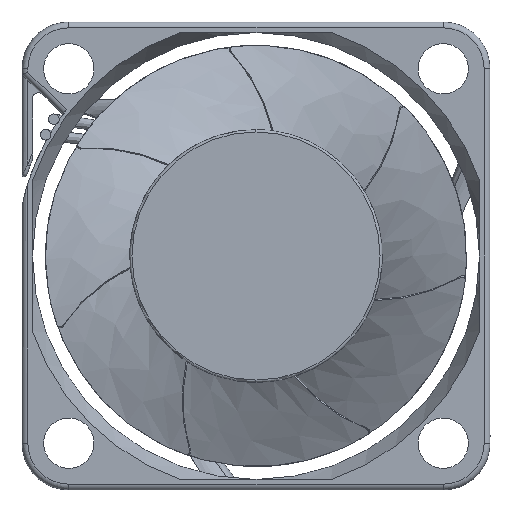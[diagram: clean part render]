
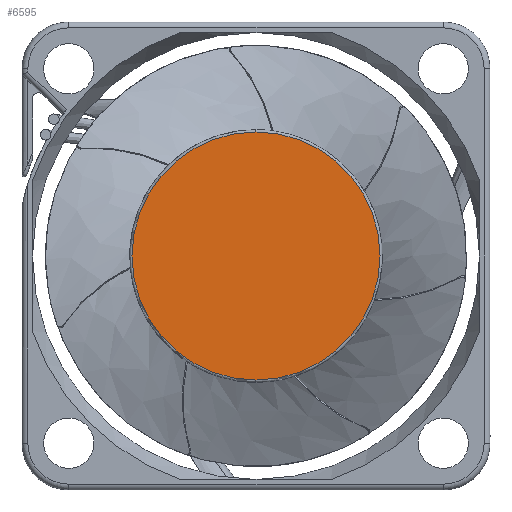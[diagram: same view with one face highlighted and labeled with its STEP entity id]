
A CAD part, front view. The second image highlights one B-rep face of the part: STEP entity #6595.
In plain terms, the highlighted planar face has unit normal (0, -1, 0).
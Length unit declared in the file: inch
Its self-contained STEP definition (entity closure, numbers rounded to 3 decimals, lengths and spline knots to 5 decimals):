
#538 = ORIENTED_EDGE ( 'NONE', *, *, #10481, .T. ) ;
#577 = CARTESIAN_POINT ( 'NONE',  ( 0., 0.00787, 0. ) ) ;
#815 = PLANE ( 'NONE',  #10516 ) ;
#1983 = CIRCLE ( 'NONE', #3368, 0.41732 ) ;
#3255 = EDGE_LOOP ( 'NONE', ( #8043, #538 ) ) ;
#3294 = CARTESIAN_POINT ( 'NONE',  ( 0., 0.00787, 0.41732 ) ) ;
#3368 = AXIS2_PLACEMENT_3D ( 'NONE', #9360, #10353, #5658 ) ;
#4641 = DIRECTION ( 'NONE',  ( 0., 0., -1. ) ) ;
#4979 = EDGE_CURVE ( 'NONE', #6789, #8208, #1983, .T. ) ;
#5658 = DIRECTION ( 'NONE',  ( 0., 0., -1. ) ) ;
#6151 = DIRECTION ( 'NONE',  ( 0., 0., -1. ) ) ;
#6595 = ADVANCED_FACE ( 'NONE', ( #7431 ), #815, .T. ) ;
#6789 = VERTEX_POINT ( 'NONE', #10743 ) ;
#7431 = FACE_OUTER_BOUND ( 'NONE', #3255, .T. ) ;
#8043 = ORIENTED_EDGE ( 'NONE', *, *, #4979, .T. ) ;
#8208 = VERTEX_POINT ( 'NONE', #3294 ) ;
#8291 = DIRECTION ( 'NONE',  ( 0., -1., 0. ) ) ;
#8757 = CIRCLE ( 'NONE', #8960, 0.41732 ) ;
#8960 = AXIS2_PLACEMENT_3D ( 'NONE', #577, #9100, #6151 ) ;
#9100 = DIRECTION ( 'NONE',  ( 0., -1., 0. ) ) ;
#9360 = CARTESIAN_POINT ( 'NONE',  ( 0., 0.00787, 0. ) ) ;
#9464 = CARTESIAN_POINT ( 'NONE',  ( -0.62992, 0.00787, 0.62992 ) ) ;
#10353 = DIRECTION ( 'NONE',  ( 0., -1., 0. ) ) ;
#10481 = EDGE_CURVE ( 'NONE', #8208, #6789, #8757, .T. ) ;
#10516 = AXIS2_PLACEMENT_3D ( 'NONE', #9464, #8291, #4641 ) ;
#10743 = CARTESIAN_POINT ( 'NONE',  ( 0., 0.00787, -0.41732 ) ) ;
